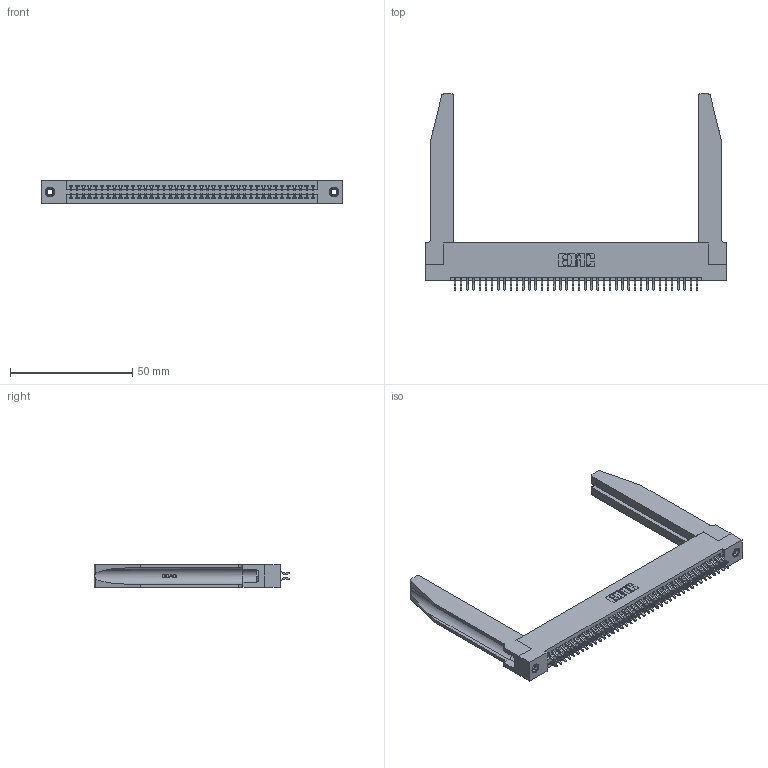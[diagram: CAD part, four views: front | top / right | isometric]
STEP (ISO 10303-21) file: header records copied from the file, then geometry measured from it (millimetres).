
FILE_DESCRIPTION (( 'STEP AP203' ), '1' );
FILE_NAME ('395-080-556-278.STEP', '2019-10-25T05:06:36', ( '' ), ( '' ), 'SwSTEP 2.0', 'SolidWorks 2016', '' );
FILE_SCHEMA (( 'CONFIG_CONTROL_DESIGN' ));
Length unit declared in the file: inch
Products named in the file (5): 345 Part_Flush Mounting Lugs - 0.156 Dia-TH; 345-292-001_556 Tail; 345-250-001_345-250-001-102; 345-220-078_345-220-078; 395-080-556-278
Assembly tree (85 placements, depth 2):
  395-080-556-278
    345 Part_Flush Mounting Lugs - 0.156 Dia-TH
    345-292-001_556 Tail  x80
    345-250-001_345-250-001-102  x2
    345-220-078_345-220-078  x2
Bounding box: 122.83 x 80.2 x 9.4 mm (x, y, z)
Volume: 19681 mm3; surface area: 24335.4 mm2
Topology: 85 solids, 85 shells, 4840 faces, 14309 edges, 9422 vertices
Faces by surface type: plane 3182, cylinder 1606, bspline 36, cone 12, torus 4
Entity records: 36614 total; most frequent: CARTESIAN_POINT 7071, ORIENTED_EDGE 5890, DIRECTION 5219, EDGE_CURVE 2945, VECTOR 2551, LINE 2551, VERTEX_POINT 1956, AXIS2_PLACEMENT_3D 1334
